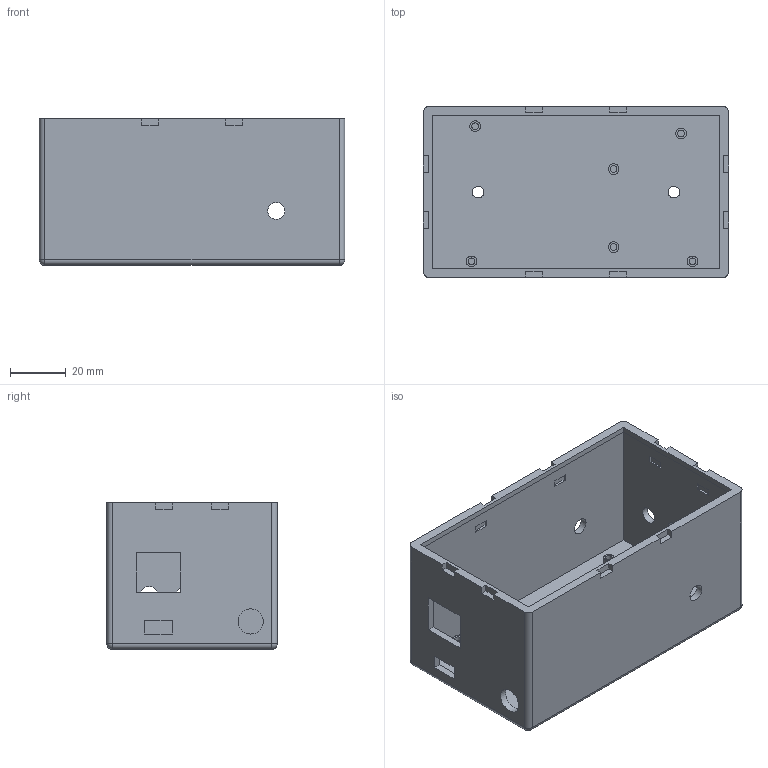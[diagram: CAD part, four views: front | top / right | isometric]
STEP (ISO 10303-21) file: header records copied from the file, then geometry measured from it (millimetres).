
FILE_DESCRIPTION(('Open CASCADE Model'),'2;1');
FILE_NAME('Open CASCADE Shape Model','2026-02-28T13:37:44',('Author'),( 'Open CASCADE'),'Open CASCADE STEP processor 7.8','Open CASCADE 7.8' ,'Unknown');
FILE_SCHEMA(('AUTOMOTIVE_DESIGN { 1 0 10303 214 1 1 1 1 }'));
Length unit declared in the file: millimetre
Products named in the file (1): Open CASCADE STEP translator 7.8 1
Bounding box: 109.2 x 61 x 52.5 mm (x, y, z)
Volume: 56434.7 mm3; surface area: 47291.8 mm2
Topology: 1 solids, 1 shells, 141 faces, 343 edges, 222 vertices
Faces by surface type: plane 108, cylinder 29, sphere 4
Full cylindrical faces by diameter (mm): 2.4 x6, 3.8 x6, 4.2 x2, 6 x6, 9 x1
Entity records: 8509 total; most frequent: CARTESIAN_POINT 1451, DIRECTION 1324, LINE 885, VECTOR 885, ORIENTED_EDGE 678, PCURVE 678, DEFINITIONAL_REPRESENTATION 678, EDGE_CURVE 339
